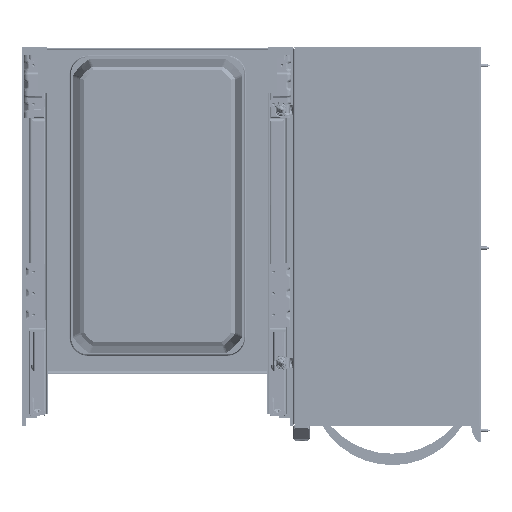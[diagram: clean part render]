
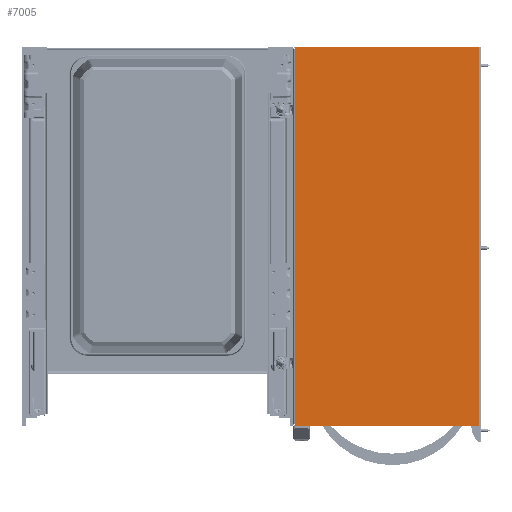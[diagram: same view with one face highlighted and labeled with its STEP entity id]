
A CAD part, front view. The second image highlights one B-rep face of the part: STEP entity #7005.
In plain terms, the highlighted planar face has unit normal (0, -1, 0).
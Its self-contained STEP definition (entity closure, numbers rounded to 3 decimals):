
#7005=ADVANCED_FACE('288',(#19451),#19452,.F.);
#9521=EDGE_CURVE('23031',#22873,#22867,#22876,.T.);
#9525=EDGE_CURVE('23037',#22880,#22881,#22882,.T.);
#9527=EDGE_CURVE('23027',#22884,#22881,#22885,.T.);
#9529=EDGE_CURVE('23039',#22884,#22867,#22887,.T.);
#9531=EDGE_CURVE('23038',#22889,#22873,#22890,.T.);
#9533=EDGE_CURVE('20138',#22880,#22889,#22892,.T.);
#19451=FACE_OUTER_BOUND('',#40963,.T.);
#19452=PLANE('',#40964);
#22867=VERTEX_POINT('',#45899);
#22873=VERTEX_POINT('',#45908);
#22876=CIRCLE('',#45913,2.0);
#22880=VERTEX_POINT('',#45919);
#22881=VERTEX_POINT('',#45920);
#22882=LINE('',#45921,#45922);
#22884=VERTEX_POINT('',#45925);
#22885=CIRCLE('',#45926,2.0);
#22887=LINE('',#45929,#45930);
#22889=VERTEX_POINT('',#45933);
#22890=LINE('',#45934,#45935);
#22892=LINE('',#45938,#45939);
#40963=EDGE_LOOP('',(#92406,#92407,#92408,#92409,#92410,#92411));
#40964=AXIS2_PLACEMENT_3D('',#92412,#92413,#92414);
#45899=CARTESIAN_POINT('',(168.,-307.2,-463.0));
#45908=CARTESIAN_POINT('',(170.,-307.2,-465.0));
#45913=AXIS2_PLACEMENT_3D('',#96126,#96127,#96128);
#45919=CARTESIAN_POINT('',(393.8,-307.2,-1.));
#45920=CARTESIAN_POINT('',(170.,-307.2,-1.));
#45921=CARTESIAN_POINT('',(393.8,-307.2,-1.));
#45922=VECTOR('',#96132,223.8);
#45925=CARTESIAN_POINT('',(168.,-307.2,-3.));
#45926=AXIS2_PLACEMENT_3D('',#96133,#96134,#96135);
#45929=CARTESIAN_POINT('',(168.,-307.2,-3.));
#45930=VECTOR('',#96136,460.0);
#45933=CARTESIAN_POINT('',(393.8,-307.2,-465.0));
#45934=CARTESIAN_POINT('',(393.8,-307.2,-465.0));
#45935=VECTOR('',#96137,223.8);
#45938=CARTESIAN_POINT('',(393.8,-307.2,-1.));
#45939=VECTOR('',#96138,464.0);
#92406=ORIENTED_EDGE('',*,*,#9525,.T.);
#92407=ORIENTED_EDGE('',*,*,#9527,.F.);
#92408=ORIENTED_EDGE('',*,*,#9529,.T.);
#92409=ORIENTED_EDGE('',*,*,#9521,.F.);
#92410=ORIENTED_EDGE('',*,*,#9531,.F.);
#92411=ORIENTED_EDGE('',*,*,#9533,.F.);
#92412=CARTESIAN_POINT('',(395.8,-307.2,-1.));
#92413=DIRECTION('',(0.,1.0,0.0));
#92414=DIRECTION('',(0.0,0.0,-1.0));
#96126=CARTESIAN_POINT('',(170.,-307.2,-463.0));
#96127=DIRECTION('',(0.,1.0,0.0));
#96128=DIRECTION('',(0.0,0.0,-1.0));
#96132=DIRECTION('',(-1.0,0.,0.0));
#96133=CARTESIAN_POINT('',(170.,-307.2,-3.));
#96134=DIRECTION('',(0.,1.0,-0.0));
#96135=DIRECTION('',(-1.0,0.,0.0));
#96136=DIRECTION('',(0.0,0.0,-1.0));
#96137=DIRECTION('',(-1.0,0.,0.0));
#96138=DIRECTION('',(0.0,0.0,-1.0));
